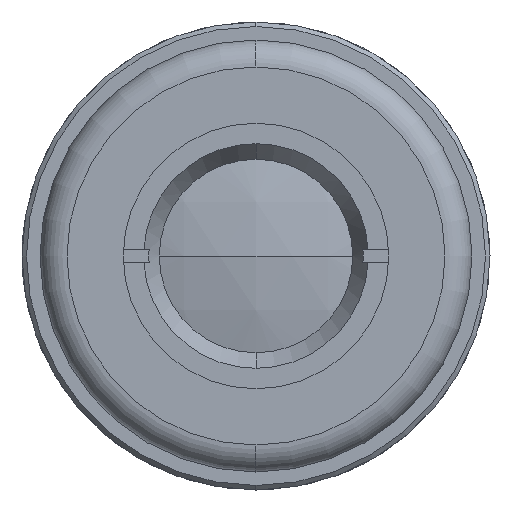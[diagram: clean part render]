
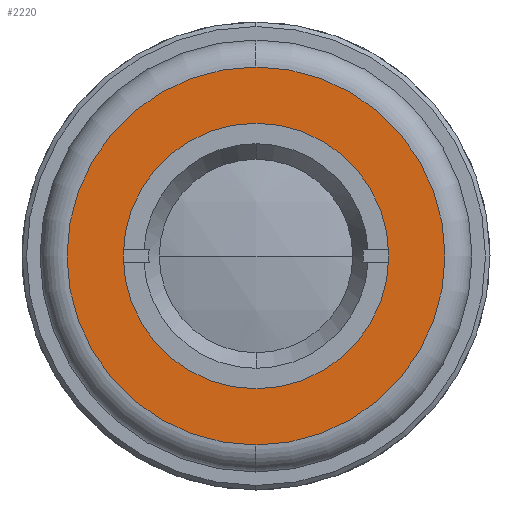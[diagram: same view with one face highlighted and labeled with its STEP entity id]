
A CAD part, left-side view. The second image highlights one B-rep face of the part: STEP entity #2220.
In plain terms, the highlighted planar face has unit normal (-1, 0, 0).
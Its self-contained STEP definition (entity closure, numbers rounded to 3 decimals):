
#13 = DIRECTION ( 'NONE',  ( 0., 0., -1. ) ) ;
#19 = FACE_BOUND ( 'NONE', #20, .T. ) ;
#20 = EDGE_LOOP ( 'NONE', ( #1797, #2157 ) ) ;
#127 = EDGE_CURVE ( 'NONE', #1770, #2537, #931, .T. ) ;
#139 = ORIENTED_EDGE ( 'NONE', *, *, #127, .T. ) ;
#173 = AXIS2_PLACEMENT_3D ( 'NONE', #701, #1174, #2393 ) ;
#365 = DIRECTION ( 'NONE',  ( -1., 0., 0. ) ) ;
#412 = AXIS2_PLACEMENT_3D ( 'NONE', #501, #2811, #719 ) ;
#501 = CARTESIAN_POINT ( 'NONE',  ( -33.9, 24., 0. ) ) ;
#586 = DIRECTION ( 'NONE',  ( 0., 0., 1. ) ) ;
#701 = CARTESIAN_POINT ( 'NONE',  ( -33.9, 0., 0. ) ) ;
#719 = DIRECTION ( 'NONE',  ( 0., 0., -1. ) ) ;
#856 = CARTESIAN_POINT ( 'NONE',  ( -33.9, 0., 14.75 ) ) ;
#871 = ORIENTED_EDGE ( 'NONE', *, *, #2619, .T. ) ;
#874 = DIRECTION ( 'NONE',  ( -1., 0., 0. ) ) ;
#931 = CIRCLE ( 'NONE', #1130, 21. ) ;
#945 = PLANE ( 'NONE',  #412 ) ;
#1109 = CARTESIAN_POINT ( 'NONE',  ( -33.9, 0., 0. ) ) ;
#1130 = AXIS2_PLACEMENT_3D ( 'NONE', #2787, #1638, #13 ) ;
#1155 = CARTESIAN_POINT ( 'NONE',  ( -33.9, 0., -14.75 ) ) ;
#1174 = DIRECTION ( 'NONE',  ( -1., 0., 0. ) ) ;
#1425 = FACE_OUTER_BOUND ( 'NONE', #1756, .T. ) ;
#1488 = CIRCLE ( 'NONE', #173, 21. ) ;
#1589 = AXIS2_PLACEMENT_3D ( 'NONE', #2412, #365, #586 ) ;
#1638 = DIRECTION ( 'NONE',  ( -1., 0., 0. ) ) ;
#1641 = CARTESIAN_POINT ( 'NONE',  ( -33.9, 0., 21. ) ) ;
#1756 = EDGE_LOOP ( 'NONE', ( #139, #871 ) ) ;
#1770 = VERTEX_POINT ( 'NONE', #2423 ) ;
#1797 = ORIENTED_EDGE ( 'NONE', *, *, #2305, .F. ) ;
#1837 = CIRCLE ( 'NONE', #1589, 14.75 ) ;
#1843 = VERTEX_POINT ( 'NONE', #1155 ) ;
#1885 = EDGE_CURVE ( 'NONE', #1843, #2141, #2804, .T. ) ;
#1983 = AXIS2_PLACEMENT_3D ( 'NONE', #1109, #874, #2780 ) ;
#2141 = VERTEX_POINT ( 'NONE', #856 ) ;
#2157 = ORIENTED_EDGE ( 'NONE', *, *, #1885, .F. ) ;
#2220 = ADVANCED_FACE ( 'NONE', ( #1425, #19 ), #945, .F. ) ;
#2305 = EDGE_CURVE ( 'NONE', #2141, #1843, #1837, .T. ) ;
#2393 = DIRECTION ( 'NONE',  ( 0., 0., -1. ) ) ;
#2412 = CARTESIAN_POINT ( 'NONE',  ( -33.9, 0., 0. ) ) ;
#2423 = CARTESIAN_POINT ( 'NONE',  ( -33.9, 0., -21. ) ) ;
#2537 = VERTEX_POINT ( 'NONE', #1641 ) ;
#2619 = EDGE_CURVE ( 'NONE', #2537, #1770, #1488, .T. ) ;
#2780 = DIRECTION ( 'NONE',  ( 0., 0., 1. ) ) ;
#2787 = CARTESIAN_POINT ( 'NONE',  ( -33.9, 0., 0. ) ) ;
#2804 = CIRCLE ( 'NONE', #1983, 14.75 ) ;
#2811 = DIRECTION ( 'NONE',  ( 1., 0., 0. ) ) ;
